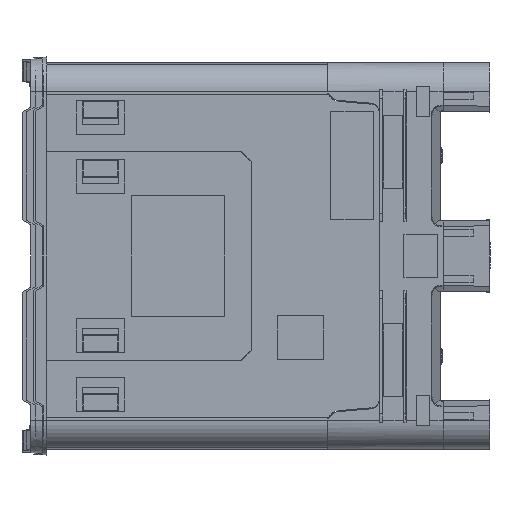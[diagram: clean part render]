
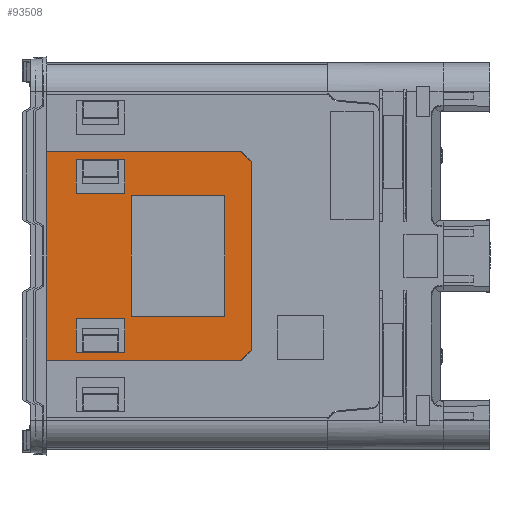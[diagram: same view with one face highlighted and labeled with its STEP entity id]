
A CAD part, left-side view. The second image highlights one B-rep face of the part: STEP entity #93508.
In plain terms, the highlighted face is planar.
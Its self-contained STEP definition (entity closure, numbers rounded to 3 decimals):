
#92702=DIRECTION('',(0.,-1.,0.));
#92703=VECTOR('',#92702,100.);
#92704=CARTESIAN_POINT('',(-200.,628.,40.));
#92705=LINE('',#92704,#92703);
#92706=DIRECTION('',(1.,0.,0.));
#92707=VECTOR('',#92706,70.);
#92708=CARTESIAN_POINT('',(-200.,528.,40.));
#92709=LINE('',#92708,#92707);
#92710=DIRECTION('',(0.,1.,0.));
#92711=VECTOR('',#92710,100.);
#92712=CARTESIAN_POINT('',(-130.,528.,40.));
#92713=LINE('',#92712,#92711);
#92714=DIRECTION('',(-1.,0.,0.));
#92715=VECTOR('',#92714,70.);
#92716=CARTESIAN_POINT('',(-130.,628.,40.));
#92717=LINE('',#92716,#92715);
#92718=DIRECTION('',(0.,-1.,0.));
#92719=VECTOR('',#92718,100.);
#92720=CARTESIAN_POINT('',(200.,628.,40.));
#92721=LINE('',#92720,#92719);
#92722=DIRECTION('',(1.,0.,0.));
#92723=VECTOR('',#92722,70.);
#92724=CARTESIAN_POINT('',(130.,628.,40.));
#92725=LINE('',#92724,#92723);
#92726=DIRECTION('',(0.,1.,0.));
#92727=VECTOR('',#92726,100.);
#92728=CARTESIAN_POINT('',(130.,528.,40.));
#92729=LINE('',#92728,#92727);
#92730=DIRECTION('',(-1.,0.,0.));
#92731=VECTOR('',#92730,70.);
#92732=CARTESIAN_POINT('',(200.,528.,40.));
#92733=LINE('',#92732,#92731);
#92734=DIRECTION('',(0.,-1.,0.));
#92735=VECTOR('',#92734,444.);
#92736=CARTESIAN_POINT('',(-216.5,731.,40.));
#92737=LINE('',#92736,#92735);
#92738=DIRECTION('',(1.,0.,0.));
#92739=VECTOR('',#92738,139.608);
#92740=CARTESIAN_POINT('',(-216.5,731.,40.));
#92741=LINE('',#92740,#92739);
#92742=DIRECTION('',(-0.5,0.866,0.));
#92743=VECTOR('',#92742,20.785);
#92744=CARTESIAN_POINT('',(-66.5,713.,40.));
#92745=LINE('',#92744,#92743);
#92746=DIRECTION('',(0.5,0.866,0.));
#92747=VECTOR('',#92746,20.785);
#92748=CARTESIAN_POINT('',(66.5,713.,40.));
#92749=LINE('',#92748,#92747);
#92750=DIRECTION('',(-1.,0.,0.));
#92751=VECTOR('',#92750,139.608);
#92752=CARTESIAN_POINT('',(216.5,731.,40.));
#92753=LINE('',#92752,#92751);
#92754=DIRECTION('',(0.,-1.,0.));
#92755=VECTOR('',#92754,444.);
#92756=CARTESIAN_POINT('',(216.5,731.,40.));
#92757=LINE('',#92756,#92755);
#92758=DIRECTION('',(0.,-1.,0.));
#92759=VECTOR('',#92758,193.);
#92760=CARTESIAN_POINT('',(-125.,514.,40.));
#92761=LINE('',#92760,#92759);
#92762=DIRECTION('',(1.,0.,0.));
#92763=VECTOR('',#92762,250.);
#92764=CARTESIAN_POINT('',(-125.,321.,40.));
#92765=LINE('',#92764,#92763);
#92766=DIRECTION('',(0.,1.,0.));
#92767=VECTOR('',#92766,193.);
#92768=CARTESIAN_POINT('',(125.,321.,40.));
#92769=LINE('',#92768,#92767);
#92770=DIRECTION('',(-1.,0.,0.));
#92771=VECTOR('',#92770,250.);
#92772=CARTESIAN_POINT('',(125.,514.,40.));
#92773=LINE('',#92772,#92771);
#93082=DIRECTION('',(1.,0.,0.));
#93083=VECTOR('',#93082,391.);
#93084=CARTESIAN_POINT('',(-195.5,266.,40.));
#93085=LINE('',#93084,#93083);
#93118=DIRECTION('',(-1.,0.,0.));
#93119=VECTOR('',#93118,133.);
#93120=CARTESIAN_POINT('',(66.5,713.,40.));
#93121=LINE('',#93120,#93119);
#93162=DIRECTION('',(0.707,-0.707,0.));
#93163=VECTOR('',#93162,29.698);
#93164=CARTESIAN_POINT('',(-216.5,287.,40.));
#93165=LINE('',#93164,#93163);
#93182=DIRECTION('',(-0.707,-0.707,0.));
#93183=VECTOR('',#93182,29.698);
#93184=CARTESIAN_POINT('',(216.5,287.,40.));
#93185=LINE('',#93184,#93183);
#93234=CARTESIAN_POINT('',(-200.,628.,40.));
#93235=CARTESIAN_POINT('',(-200.,528.,40.));
#93236=VERTEX_POINT('',#93234);
#93237=VERTEX_POINT('',#93235);
#93238=CARTESIAN_POINT('',(-130.,528.,40.));
#93239=VERTEX_POINT('',#93238);
#93240=CARTESIAN_POINT('',(-130.,628.,40.));
#93241=VERTEX_POINT('',#93240);
#93278=CARTESIAN_POINT('',(200.,628.,40.));
#93279=CARTESIAN_POINT('',(200.,528.,40.));
#93280=VERTEX_POINT('',#93278);
#93281=VERTEX_POINT('',#93279);
#93282=CARTESIAN_POINT('',(130.,528.,40.));
#93283=VERTEX_POINT('',#93282);
#93284=CARTESIAN_POINT('',(130.,628.,40.));
#93285=VERTEX_POINT('',#93284);
#93346=CARTESIAN_POINT('',(-76.892,731.,40.));
#93348=VERTEX_POINT('',#93346);
#93351=CARTESIAN_POINT('',(-66.5,713.,40.));
#93353=VERTEX_POINT('',#93351);
#93354=CARTESIAN_POINT('',(76.892,731.,40.));
#93356=VERTEX_POINT('',#93354);
#93359=CARTESIAN_POINT('',(66.5,713.,40.));
#93361=VERTEX_POINT('',#93359);
#93368=CARTESIAN_POINT('',(-195.5,266.,40.));
#93369=VERTEX_POINT('',#93368);
#93376=CARTESIAN_POINT('',(195.5,266.,40.));
#93377=VERTEX_POINT('',#93376);
#93386=CARTESIAN_POINT('',(-125.,514.,40.));
#93387=CARTESIAN_POINT('',(-125.,321.,40.));
#93388=VERTEX_POINT('',#93386);
#93389=VERTEX_POINT('',#93387);
#93390=CARTESIAN_POINT('',(125.,321.,40.));
#93391=VERTEX_POINT('',#93390);
#93392=CARTESIAN_POINT('',(125.,514.,40.));
#93393=VERTEX_POINT('',#93392);
#93395=CARTESIAN_POINT('',(-216.5,731.,40.));
#93397=VERTEX_POINT('',#93395);
#93399=CARTESIAN_POINT('',(-216.5,287.,40.));
#93401=VERTEX_POINT('',#93399);
#93407=CARTESIAN_POINT('',(216.5,731.,40.));
#93409=VERTEX_POINT('',#93407);
#93411=CARTESIAN_POINT('',(216.5,287.,40.));
#93413=VERTEX_POINT('',#93411);
#93453=CARTESIAN_POINT('',(0.,0.,40.));
#93454=DIRECTION('',(0.,0.,-1.));
#93455=DIRECTION('',(-1.,0.,0.));
#93456=AXIS2_PLACEMENT_3D('',#93453,#93454,#93455);
#93457=PLANE('',#93456);
#93459=ORIENTED_EDGE('',*,*,#93458,.F.);
#93461=ORIENTED_EDGE('',*,*,#93460,.F.);
#93463=ORIENTED_EDGE('',*,*,#93462,.F.);
#93465=ORIENTED_EDGE('',*,*,#93464,.T.);
#93467=ORIENTED_EDGE('',*,*,#93466,.F.);
#93469=ORIENTED_EDGE('',*,*,#93468,.F.);
#93471=ORIENTED_EDGE('',*,*,#93470,.T.);
#93472=ORIENTED_EDGE('',*,*,#93439,.F.);
#93473=ORIENTED_EDGE('',*,*,#93429,.T.);
#93475=ORIENTED_EDGE('',*,*,#93474,.T.);
#93476=EDGE_LOOP('',(#93459,#93461,#93463,#93465,#93467,#93469,#93471,#93472,
#93473,#93475));
#93477=FACE_OUTER_BOUND('',#93476,.F.);
#93479=ORIENTED_EDGE('',*,*,#93478,.F.);
#93481=ORIENTED_EDGE('',*,*,#93480,.F.);
#93483=ORIENTED_EDGE('',*,*,#93482,.F.);
#93485=ORIENTED_EDGE('',*,*,#93484,.F.);
#93486=EDGE_LOOP('',(#93479,#93481,#93483,#93485));
#93487=FACE_BOUND('',#93486,.F.);
#93489=ORIENTED_EDGE('',*,*,#93488,.T.);
#93491=ORIENTED_EDGE('',*,*,#93490,.T.);
#93493=ORIENTED_EDGE('',*,*,#93492,.T.);
#93495=ORIENTED_EDGE('',*,*,#93494,.T.);
#93496=EDGE_LOOP('',(#93489,#93491,#93493,#93495));
#93497=FACE_BOUND('',#93496,.F.);
#93499=ORIENTED_EDGE('',*,*,#93498,.T.);
#93501=ORIENTED_EDGE('',*,*,#93500,.T.);
#93503=ORIENTED_EDGE('',*,*,#93502,.T.);
#93505=ORIENTED_EDGE('',*,*,#93504,.T.);
#93506=EDGE_LOOP('',(#93499,#93501,#93503,#93505));
#93507=FACE_BOUND('',#93506,.F.);
#93508=ADVANCED_FACE('',(#93477,#93487,#93497,#93507),#93457,.F.);
#93429=EDGE_CURVE('',#93409,#93413,#92757,.T.);
#93439=EDGE_CURVE('',#93409,#93356,#92753,.T.);
#93458=EDGE_CURVE('',#93369,#93377,#93085,.T.);
#93460=EDGE_CURVE('',#93401,#93369,#93165,.T.);
#93462=EDGE_CURVE('',#93397,#93401,#92737,.T.);
#93464=EDGE_CURVE('',#93397,#93348,#92741,.T.);
#93466=EDGE_CURVE('',#93353,#93348,#92745,.T.);
#93468=EDGE_CURVE('',#93361,#93353,#93121,.T.);
#93470=EDGE_CURVE('',#93361,#93356,#92749,.T.);
#93474=EDGE_CURVE('',#93413,#93377,#93185,.T.);
#93478=EDGE_CURVE('',#93280,#93281,#92721,.T.);
#93480=EDGE_CURVE('',#93285,#93280,#92725,.T.);
#93482=EDGE_CURVE('',#93283,#93285,#92729,.T.);
#93484=EDGE_CURVE('',#93281,#93283,#92733,.T.);
#93488=EDGE_CURVE('',#93236,#93237,#92705,.T.);
#93490=EDGE_CURVE('',#93237,#93239,#92709,.T.);
#93492=EDGE_CURVE('',#93239,#93241,#92713,.T.);
#93494=EDGE_CURVE('',#93241,#93236,#92717,.T.);
#93498=EDGE_CURVE('',#93388,#93389,#92761,.T.);
#93500=EDGE_CURVE('',#93389,#93391,#92765,.T.);
#93502=EDGE_CURVE('',#93391,#93393,#92769,.T.);
#93504=EDGE_CURVE('',#93393,#93388,#92773,.T.);
